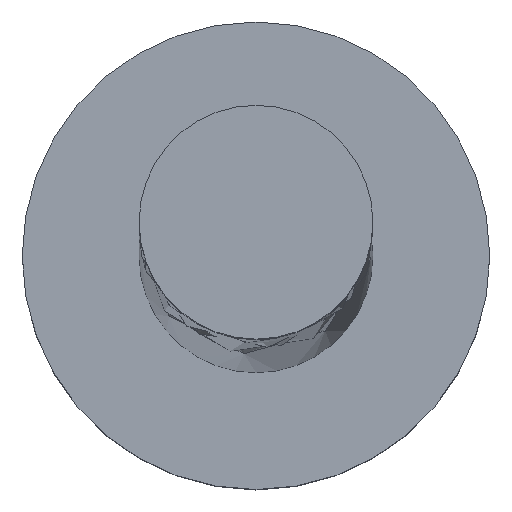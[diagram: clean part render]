
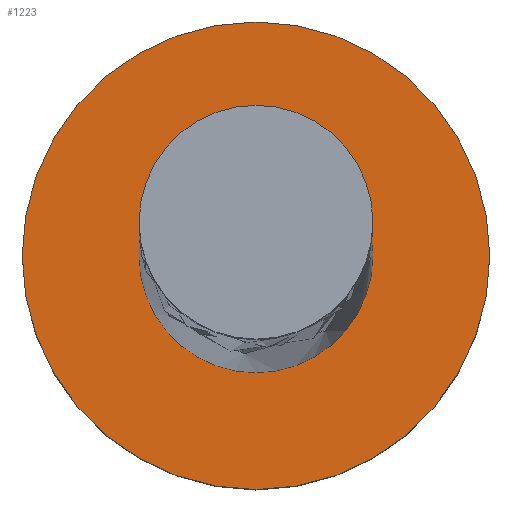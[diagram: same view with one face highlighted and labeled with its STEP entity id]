
A CAD part, top view. The second image highlights one B-rep face of the part: STEP entity #1223.
In plain terms, the highlighted planar face has unit normal (0, 0, 1).
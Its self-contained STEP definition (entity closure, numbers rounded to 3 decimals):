
#62 = DIRECTION ( 'NONE',  ( 0., 0., 1. ) ) ;
#76 = FACE_OUTER_BOUND ( 'NONE', #517, .T. ) ;
#139 = DIRECTION ( 'NONE',  ( 0., 0., 1. ) ) ;
#168 = EDGE_CURVE ( 'NONE', #1514, #813, #1349, .T. ) ;
#195 = DIRECTION ( 'NONE',  ( 0., 0., 1. ) ) ;
#247 = CARTESIAN_POINT ( 'NONE',  ( 3., 0., 3. ) ) ;
#268 = CIRCLE ( 'NONE', #1239, 1.5 ) ;
#270 = CARTESIAN_POINT ( 'NONE',  ( 1.5, 0., 3. ) ) ;
#319 = CARTESIAN_POINT ( 'NONE',  ( -3., 0., 3. ) ) ;
#377 = EDGE_CURVE ( 'NONE', #813, #1514, #1229, .T. ) ;
#451 = AXIS2_PLACEMENT_3D ( 'NONE', #1028, #62, #1199 ) ;
#517 = EDGE_LOOP ( 'NONE', ( #1324, #1567 ) ) ;
#556 = AXIS2_PLACEMENT_3D ( 'NONE', #1543, #1175, #1700 ) ;
#655 = EDGE_LOOP ( 'NONE', ( #1353, #1405 ) ) ;
#658 = DIRECTION ( 'NONE',  ( 0., 0., 1. ) ) ;
#798 = DIRECTION ( 'NONE',  ( 1., 0., 0. ) ) ;
#804 = VERTEX_POINT ( 'NONE', #963 ) ;
#813 = VERTEX_POINT ( 'NONE', #319 ) ;
#963 = CARTESIAN_POINT ( 'NONE',  ( -1.5, 0., 3. ) ) ;
#990 = CARTESIAN_POINT ( 'NONE',  ( 0., 0., 3. ) ) ;
#1014 = CIRCLE ( 'NONE', #1332, 1.5 ) ;
#1028 = CARTESIAN_POINT ( 'NONE',  ( 0., 0., 3. ) ) ;
#1051 = CARTESIAN_POINT ( 'NONE',  ( 0., 0., 3. ) ) ;
#1071 = DIRECTION ( 'NONE',  ( 1., 0., 0. ) ) ;
#1118 = PLANE ( 'NONE',  #1122 ) ;
#1122 = AXIS2_PLACEMENT_3D ( 'NONE', #990, #195, #1133 ) ;
#1133 = DIRECTION ( 'NONE',  ( 1., 0., 0. ) ) ;
#1175 = DIRECTION ( 'NONE',  ( 0., 0., 1. ) ) ;
#1182 = CARTESIAN_POINT ( 'NONE',  ( 0., 0., 3. ) ) ;
#1199 = DIRECTION ( 'NONE',  ( 1., 0., 0. ) ) ;
#1223 = ADVANCED_FACE ( 'NONE', ( #1396, #76 ), #1118, .T. ) ;
#1229 = CIRCLE ( 'NONE', #556, 3. ) ;
#1239 = AXIS2_PLACEMENT_3D ( 'NONE', #1182, #658, #1071 ) ;
#1324 = ORIENTED_EDGE ( 'NONE', *, *, #377, .T. ) ;
#1332 = AXIS2_PLACEMENT_3D ( 'NONE', #1051, #139, #798 ) ;
#1349 = CIRCLE ( 'NONE', #451, 3. ) ;
#1353 = ORIENTED_EDGE ( 'NONE', *, *, #1488, .F. ) ;
#1382 = VERTEX_POINT ( 'NONE', #270 ) ;
#1396 = FACE_BOUND ( 'NONE', #655, .T. ) ;
#1405 = ORIENTED_EDGE ( 'NONE', *, *, #1408, .F. ) ;
#1408 = EDGE_CURVE ( 'NONE', #1382, #804, #1014, .T. ) ;
#1488 = EDGE_CURVE ( 'NONE', #804, #1382, #268, .T. ) ;
#1514 = VERTEX_POINT ( 'NONE', #247 ) ;
#1543 = CARTESIAN_POINT ( 'NONE',  ( 0., 0., 3. ) ) ;
#1567 = ORIENTED_EDGE ( 'NONE', *, *, #168, .T. ) ;
#1700 = DIRECTION ( 'NONE',  ( 1., 0., 0. ) ) ;
